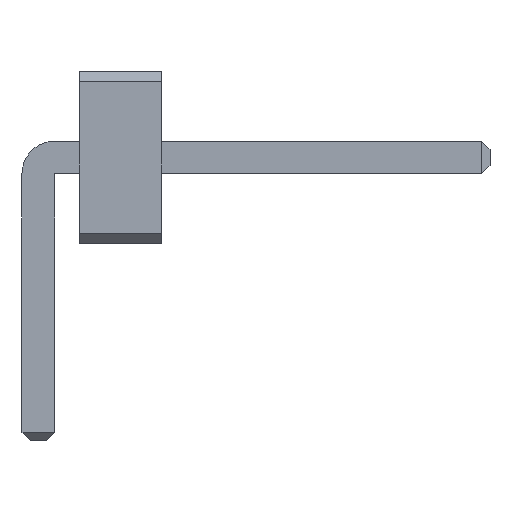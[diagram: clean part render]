
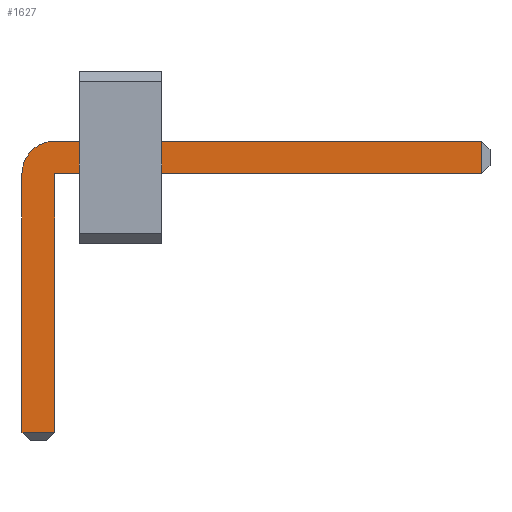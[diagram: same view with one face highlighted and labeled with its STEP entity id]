
A CAD part, front view. The second image highlights one B-rep face of the part: STEP entity #1627.
In plain terms, the highlighted planar face has unit normal (0, -1, 0).
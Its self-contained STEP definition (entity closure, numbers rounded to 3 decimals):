
#13=DIRECTION('',(0.,0.,1.));
#27=VECTOR('',#28,1.);
#28=DIRECTION('',(1.,0.,0.));
#670=VECTOR('',#13,1.);
#1320=VECTOR('',#1321,1.);
#1321=DIRECTION('',(0.,0.,-1.));
#1445=VECTOR('',#1446,1.);
#1446=DIRECTION('',(-1.,0.,0.));
#1467=DIRECTION('',(-0.,1.,0.));
#1471=DIRECTION('',(0.,1.,0.));
#1472=DIRECTION('',(1.,0.,0.));
#1479=VERTEX_POINT('',#1480);
#1480=CARTESIAN_POINT('',(0.2,-12.9,1.25));
#1482=ORIENTED_EDGE('',*,*,#1483,.T.);
#1483=EDGE_CURVE('',#1479,#1484,#1486,.T.);
#1484=VERTEX_POINT('',#1485);
#1485=CARTESIAN_POINT('',(5.4,-12.9,1.25));
#1486=LINE('',#1487,#27);
#1487=CARTESIAN_POINT('',(-0.2,-12.9,1.25));
#1523=EDGE_CURVE('',#1524,#1479,#1526,.T.);
#1524=VERTEX_POINT('',#1525);
#1525=CARTESIAN_POINT('',(-0.2,-12.9,0.85));
#1526=CIRCLE('',#1527,0.4);
#1527=AXIS2_PLACEMENT_3D('',#1528,#1467,#1321);
#1528=CARTESIAN_POINT('',(0.2,-12.9,0.85));
#1540=VERTEX_POINT('',#1541);
#1541=CARTESIAN_POINT('',(5.4,-12.9,0.85));
#1543=ORIENTED_EDGE('',*,*,#1544,.T.);
#1544=EDGE_CURVE('',#1540,#1545,#1546,.T.);
#1545=VERTEX_POINT('',#1528);
#1546=LINE('',#1547,#1445);
#1547=CARTESIAN_POINT('',(5.5,-12.9,0.85));
#1559=VERTEX_POINT('',#1560);
#1560=CARTESIAN_POINT('',(-0.2,-12.9,-2.3));
#1562=ORIENTED_EDGE('',*,*,#1563,.T.);
#1563=EDGE_CURVE('',#1559,#1524,#1564,.T.);
#1564=LINE('',#1565,#670);
#1565=CARTESIAN_POINT('',(-0.2,-12.9,-2.4));
#1573=ORIENTED_EDGE('',*,*,#1574,.T.);
#1574=EDGE_CURVE('',#1545,#1575,#1577,.T.);
#1575=VERTEX_POINT('',#1576);
#1576=CARTESIAN_POINT('',(0.2,-12.9,-2.3));
#1577=LINE('',#1528,#1320);
#1627=ADVANCED_FACE('',(#1628),#1637,.F.);
#1628=FACE_BOUND('',#1629,.F.);
#1629=EDGE_LOOP('',(#1482,#1630,#1543,#1573,#1633,#1562,#1636));
#1630=ORIENTED_EDGE('',*,*,#1631,.T.);
#1631=EDGE_CURVE('',#1484,#1540,#1632,.T.);
#1632=LINE('',#1485,#1320);
#1633=ORIENTED_EDGE('',*,*,#1634,.T.);
#1634=EDGE_CURVE('',#1575,#1559,#1635,.T.);
#1635=LINE('',#1576,#1445);
#1636=ORIENTED_EDGE('',*,*,#1523,.T.);
#1637=PLANE('',#1638);
#1638=AXIS2_PLACEMENT_3D('',#1639,#1471,#1472);
#1639=CARTESIAN_POINT('',(1.729,-12.9,0.346));
